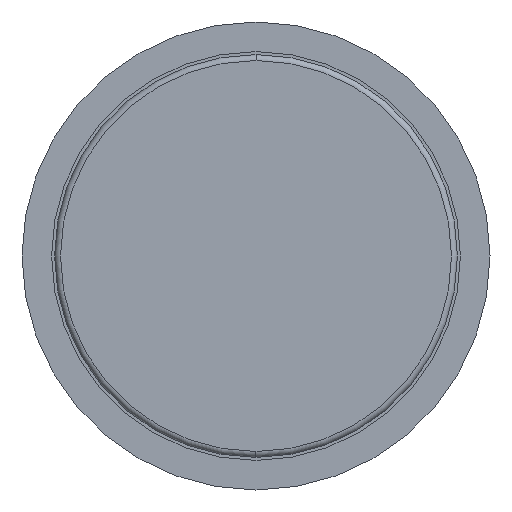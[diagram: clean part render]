
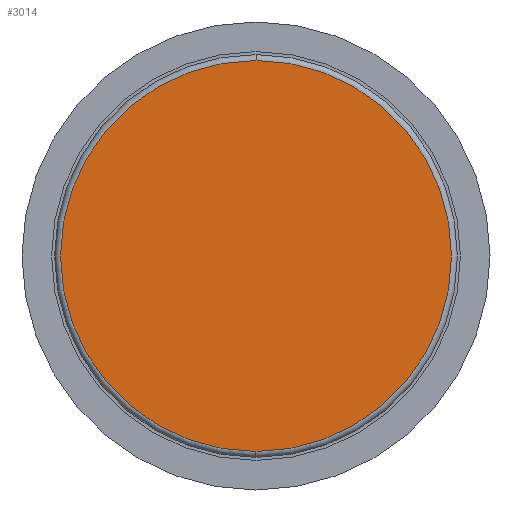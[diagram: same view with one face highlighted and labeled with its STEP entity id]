
A CAD part, front view. The second image highlights one B-rep face of the part: STEP entity #3014.
In plain terms, the highlighted planar face has unit normal (0, -1, 0).
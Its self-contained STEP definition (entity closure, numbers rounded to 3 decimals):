
#133 = DIRECTION ( 'NONE',  ( 0., 0., 1. ) ) ;
#167 = ORIENTED_EDGE ( 'NONE', *, *, #1237, .T. ) ;
#407 = CARTESIAN_POINT ( 'NONE',  ( -33.366, 0., -33. ) ) ;
#436 = DIRECTION ( 'NONE',  ( 0., -1., 0. ) ) ;
#569 = CIRCLE ( 'NONE', #2879, 33. ) ;
#1009 = CARTESIAN_POINT ( 'NONE',  ( 0., 0., -33. ) ) ;
#1237 = EDGE_CURVE ( 'NONE', #1254, #3165, #1995, .T. ) ;
#1254 = VERTEX_POINT ( 'NONE', #1009 ) ;
#1420 = DIRECTION ( 'NONE',  ( 1., 0., 0. ) ) ;
#1448 = DIRECTION ( 'NONE',  ( 0., -1., 0. ) ) ;
#1690 = CARTESIAN_POINT ( 'NONE',  ( 0., 0., 0. ) ) ;
#1717 = FACE_OUTER_BOUND ( 'NONE', #2755, .T. ) ;
#1747 = ORIENTED_EDGE ( 'NONE', *, *, #2298, .T. ) ;
#1961 = CARTESIAN_POINT ( 'NONE',  ( 0., 0., 33. ) ) ;
#1995 = CIRCLE ( 'NONE', #3164, 33. ) ;
#2045 = CARTESIAN_POINT ( 'NONE',  ( 0., 0., 0. ) ) ;
#2298 = EDGE_CURVE ( 'NONE', #3165, #1254, #569, .T. ) ;
#2740 = PLANE ( 'NONE',  #3286 ) ;
#2755 = EDGE_LOOP ( 'NONE', ( #1747, #167 ) ) ;
#2879 = AXIS2_PLACEMENT_3D ( 'NONE', #2045, #3057, #3091 ) ;
#3014 = ADVANCED_FACE ( 'NONE', ( #1717 ), #2740, .T. ) ;
#3057 = DIRECTION ( 'NONE',  ( 0., -1., 0. ) ) ;
#3091 = DIRECTION ( 'NONE',  ( 0., 0., 1. ) ) ;
#3164 = AXIS2_PLACEMENT_3D ( 'NONE', #1690, #1448, #133 ) ;
#3165 = VERTEX_POINT ( 'NONE', #1961 ) ;
#3286 = AXIS2_PLACEMENT_3D ( 'NONE', #407, #436, #1420 ) ;
